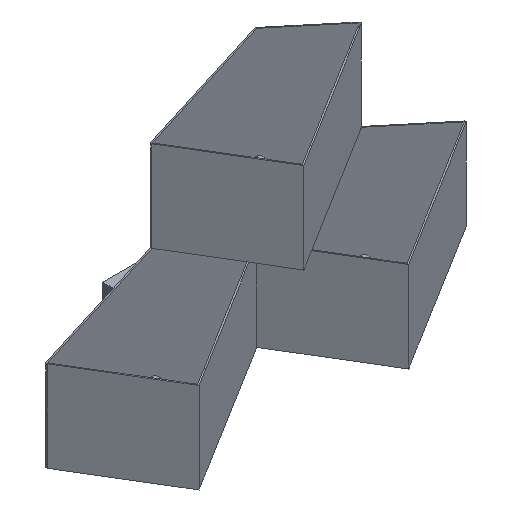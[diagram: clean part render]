
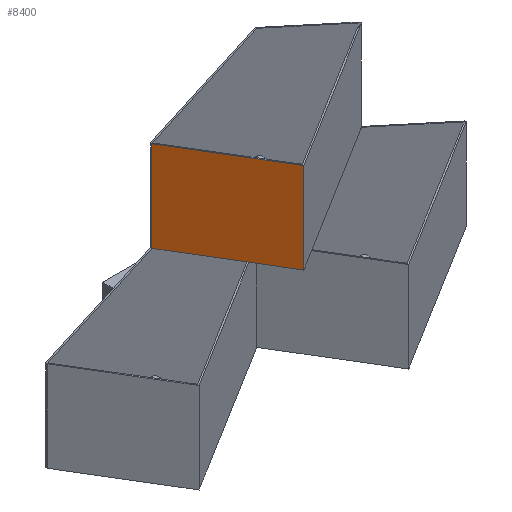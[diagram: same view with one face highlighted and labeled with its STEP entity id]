
A CAD part, isometric view. The second image highlights one B-rep face of the part: STEP entity #8400.
In plain terms, the highlighted face is planar.
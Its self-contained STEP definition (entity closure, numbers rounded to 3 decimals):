
#7444=CARTESIAN_POINT('Vertex',(110.,1.5,181.71)) ;
#7465=CARTESIAN_POINT('Vertex',(110.,1.5,86.71)) ;
#7882=CARTESIAN_POINT('Vertex',(0.,51.,36.71)) ;
#7935=CARTESIAN_POINT('Vertex',(0.,51.,131.71)) ;
#7994=CARTESIAN_POINT('Line Origine',(55.,26.25,156.71)) ;
#8032=CARTESIAN_POINT('Line Origine',(55.,26.25,61.71)) ;
#8326=CARTESIAN_POINT('Line Origine',(110.,1.5,134.21)) ;
#8377=CARTESIAN_POINT('Line Origine',(0.,51.,84.21)) ;
#8389=CARTESIAN_POINT('Axis2P3D Location',(55.,26.25,109.21)) ;
#7996=VECTOR('Line Direction',#7995,1.) ;
#8034=VECTOR('Line Direction',#8033,1.) ;
#8328=VECTOR('Line Direction',#8327,1.) ;
#8379=VECTOR('Line Direction',#8378,1.) ;
#7995=DIRECTION('Vector Direction',(0.842,-0.379,0.383)) ;
#8033=DIRECTION('Vector Direction',(0.842,-0.379,0.383)) ;
#8327=DIRECTION('Vector Direction',(0.,0.,-1.)) ;
#8378=DIRECTION('Vector Direction',(0.,0.,1.)) ;
#8390=DIRECTION('Axis2P3D Direction',(0.41,0.912,0.)) ;
#8391=DIRECTION('Axis2P3D XDirection',(0.719,-0.324,0.615)) ;
#8392=AXIS2_PLACEMENT_3D('Plane Axis2P3D',#8389,#8390,#8391) ;
#7997=LINE('Line',#7994,#7996) ;
#8035=LINE('Line',#8032,#8034) ;
#8329=LINE('Line',#8326,#8328) ;
#8380=LINE('Line',#8377,#8379) ;
#8393=PLANE('',#8392) ;
#7998=EDGE_CURVE('',#7936,#7445,#7997,.T.) ;
#8036=EDGE_CURVE('',#7883,#7466,#8035,.T.) ;
#8330=EDGE_CURVE('',#7445,#7466,#8329,.T.) ;
#8381=EDGE_CURVE('',#7883,#7936,#8380,.T.) ;
#8394=EDGE_LOOP('',(#8395,#8396,#8397,#8398)) ;
#8395=ORIENTED_EDGE('',*,*,#8036,.F.) ;
#8396=ORIENTED_EDGE('',*,*,#8381,.T.) ;
#8397=ORIENTED_EDGE('',*,*,#7998,.T.) ;
#8398=ORIENTED_EDGE('',*,*,#8330,.T.) ;
#7445=VERTEX_POINT('',#7444) ;
#7466=VERTEX_POINT('',#7465) ;
#7883=VERTEX_POINT('',#7882) ;
#7936=VERTEX_POINT('',#7935) ;
#8400=ADVANCED_FACE('\X2\96F64EF651E04F554F53\X0\',(#8399),#8393,.T.) ;
#8399=FACE_OUTER_BOUND('',#8394,.T.) ;
